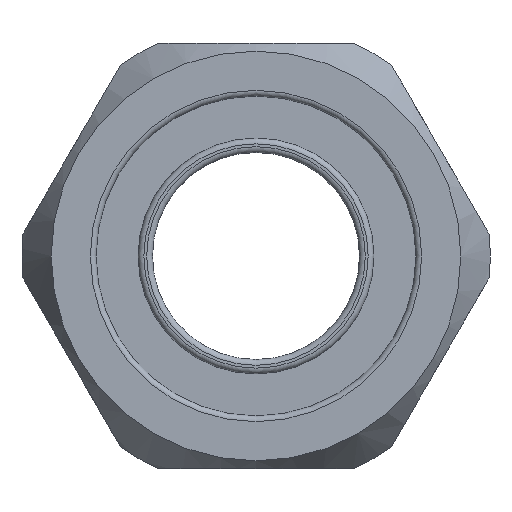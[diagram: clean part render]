
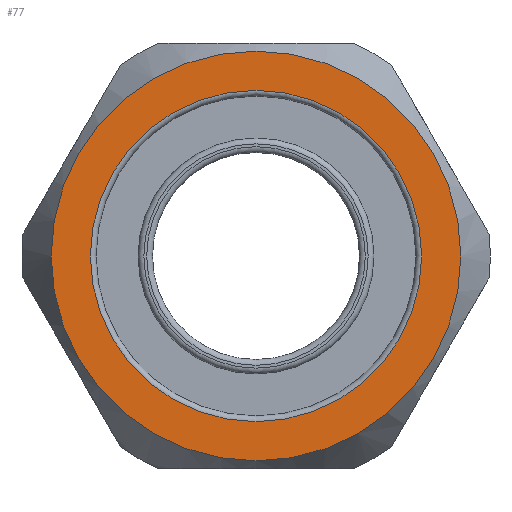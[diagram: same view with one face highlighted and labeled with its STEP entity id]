
A CAD part, left-side view. The second image highlights one B-rep face of the part: STEP entity #77.
In plain terms, the highlighted planar face has unit normal (-1, 0, 0).
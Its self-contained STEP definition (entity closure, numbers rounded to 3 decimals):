
#77 = ADVANCED_FACE( '', ( #197, #198 ), #199, .F. );
#197 = FACE_OUTER_BOUND( '', #378, .T. );
#198 = FACE_BOUND( '', #379, .T. );
#199 = PLANE( '', #380 );
#378 = EDGE_LOOP( '', ( #558 ) );
#379 = EDGE_LOOP( '', ( #559 ) );
#380 = AXIS2_PLACEMENT_3D( '', #560, #561, #562 );
#558 = ORIENTED_EDGE( '', *, *, #953, .F. );
#559 = ORIENTED_EDGE( '', *, *, #954, .T. );
#560 = CARTESIAN_POINT( '', ( 0., 0., 0. ) );
#561 = DIRECTION( '', ( 1., 0., 0. ) );
#562 = DIRECTION( '', ( 0., 0., -1. ) );
#953 = EDGE_CURVE( '', #1105, #1105, #1106, .T. );
#954 = EDGE_CURVE( '', #1107, #1107, #1108, .T. );
#1105 = VERTEX_POINT( '', #1351 );
#1106 = CIRCLE( '', #1352, 17.806 );
#1107 = VERTEX_POINT( '', #1353 );
#1108 = CIRCLE( '', #1354, 14.4 );
#1351 = CARTESIAN_POINT( '', ( 0., 0., -17.806 ) );
#1352 = AXIS2_PLACEMENT_3D( '', #1845, #1846, #1847 );
#1353 = CARTESIAN_POINT( '', ( 0., 0., -14.4 ) );
#1354 = AXIS2_PLACEMENT_3D( '', #1848, #1849, #1850 );
#1845 = CARTESIAN_POINT( '', ( 0., 0., 0. ) );
#1846 = DIRECTION( '', ( 1., 0., 0. ) );
#1847 = DIRECTION( '', ( 0., 0., -1. ) );
#1848 = CARTESIAN_POINT( '', ( 0., 0., 0. ) );
#1849 = DIRECTION( '', ( 1., 0., 0. ) );
#1850 = DIRECTION( '', ( 0., 0., -1. ) );
